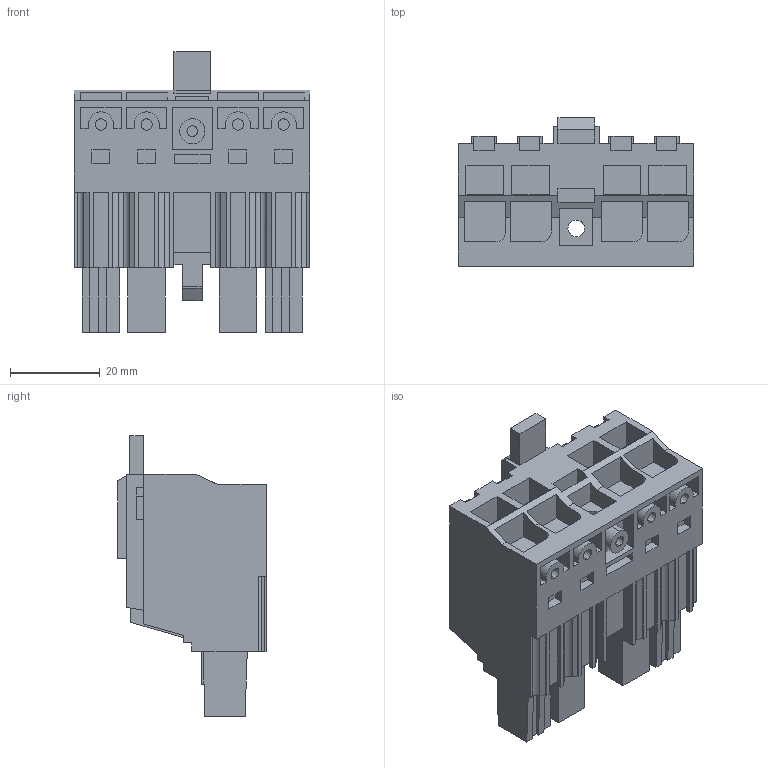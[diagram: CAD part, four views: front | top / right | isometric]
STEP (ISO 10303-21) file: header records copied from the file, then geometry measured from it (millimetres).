
FILE_DESCRIPTION(('CATIA V5R24 STEP','CAx-IF Rec.Pracs.--- Model Styling and Organization---1.2---2011-12-15'),'2;1');
FILE_NAME ('D1462868_0_2493210000_2493210000.stp','2018-03-07T07:50:33+00:00',('none'),('Weidmueller'),'CATIA Version 5-6 Release 2014 SP4 HF52','CATIA V5 STEP AP214','none');
FILE_SCHEMA(('AUTOMOTIVE_DESIGN { 1 0 10303 214 1 1 1 1 }'));
Length unit declared in the file: millimetre
Products named in the file (1): 2493210000
Bounding box: 52.28 x 33.07 x 62.46 mm (x, y, z)
Volume: 50406.3 mm3; surface area: 19950.3 mm2
Topology: 6 solids, 6 shells, 544 faces, 1510 edges, 1014 vertices
Faces by surface type: plane 506, cylinder 38
Entity records: 17085 total; most frequent: CARTESIAN_POINT 3049, ORIENTED_EDGE 3020, DIRECTION 2331, EDGE_CURVE 1510, VECTOR 1430, LINE 1430, VERTEX_POINT 1014, EDGE_LOOP 584
